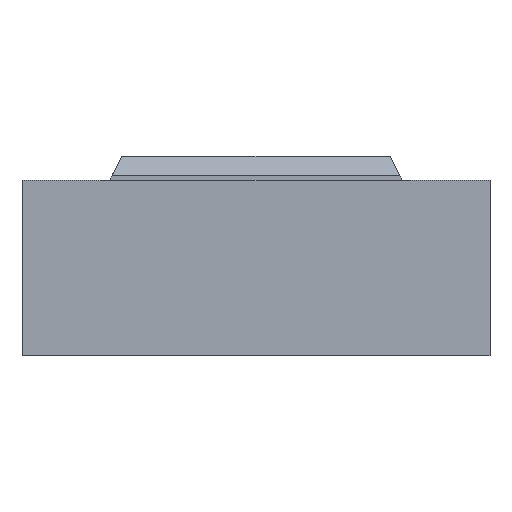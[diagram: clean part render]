
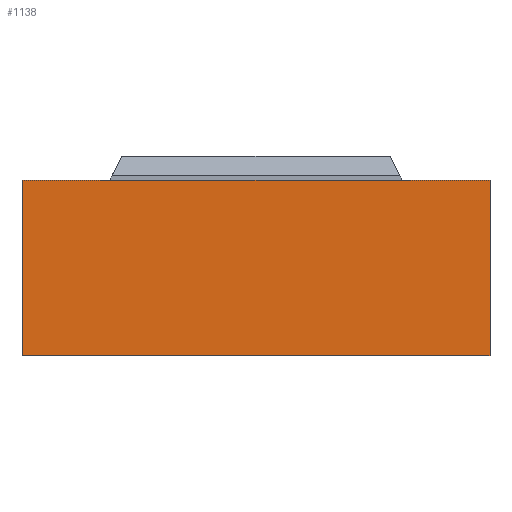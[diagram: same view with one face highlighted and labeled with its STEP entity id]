
A CAD part, front view. The second image highlights one B-rep face of the part: STEP entity #1138.
In plain terms, the highlighted planar face has unit normal (0, -1, 0).
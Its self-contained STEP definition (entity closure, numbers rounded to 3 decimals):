
#443 = VERTEX_POINT('',#444);
#444 = CARTESIAN_POINT('',(-0.2,-1.,0.02));
#450 = EDGE_CURVE('',#443,#451,#453,.T.);
#451 = VERTEX_POINT('',#452);
#452 = CARTESIAN_POINT('',(0.2,-1.,0.02));
#453 = LINE('',#454,#455);
#454 = CARTESIAN_POINT('',(-0.48,-1.,0.02));
#455 = VECTOR('',#456,1.);
#456 = DIRECTION('',(1.,0.,0.));
#1120 = VERTEX_POINT('',#1121);
#1121 = CARTESIAN_POINT('',(0.48,-1.,0.02));
#1127 = EDGE_CURVE('',#451,#1120,#1128,.T.);
#1128 = LINE('',#1129,#1130);
#1129 = CARTESIAN_POINT('',(0.2,-1.,0.02));
#1130 = VECTOR('',#1131,1.);
#1131 = DIRECTION('',(1.,0.,0.));
#1138 = ADVANCED_FACE('',(#1139),#1205,.F.);
#1139 = FACE_BOUND('',#1140,.F.);
#1140 = EDGE_LOOP('',(#1141,#1151,#1159,#1167,#1175,#1183,#1191,#1197,
    #1198,#1199));
#1141 = ORIENTED_EDGE('',*,*,#1142,.T.);
#1142 = EDGE_CURVE('',#1143,#1145,#1147,.T.);
#1143 = VERTEX_POINT('',#1144);
#1144 = CARTESIAN_POINT('',(-0.48,-1.,0.02));
#1145 = VERTEX_POINT('',#1146);
#1146 = CARTESIAN_POINT('',(-0.48,-1.,0.38));
#1147 = LINE('',#1148,#1149);
#1148 = CARTESIAN_POINT('',(-0.48,-1.,0.));
#1149 = VECTOR('',#1150,1.);
#1150 = DIRECTION('',(0.,0.,1.));
#1151 = ORIENTED_EDGE('',*,*,#1152,.T.);
#1152 = EDGE_CURVE('',#1145,#1153,#1155,.T.);
#1153 = VERTEX_POINT('',#1154);
#1154 = CARTESIAN_POINT('',(-0.32,-1.,0.38));
#1155 = LINE('',#1156,#1157);
#1156 = CARTESIAN_POINT('',(-0.5,-1.,0.38));
#1157 = VECTOR('',#1158,1.);
#1158 = DIRECTION('',(1.,0.,0.));
#1159 = ORIENTED_EDGE('',*,*,#1160,.T.);
#1160 = EDGE_CURVE('',#1153,#1161,#1163,.T.);
#1161 = VERTEX_POINT('',#1162);
#1162 = CARTESIAN_POINT('',(-0.3,-1.,0.38));
#1163 = LINE('',#1164,#1165);
#1164 = CARTESIAN_POINT('',(-0.48,-1.,0.38));
#1165 = VECTOR('',#1166,1.);
#1166 = DIRECTION('',(1.,0.,0.));
#1167 = ORIENTED_EDGE('',*,*,#1168,.T.);
#1168 = EDGE_CURVE('',#1161,#1169,#1171,.T.);
#1169 = VERTEX_POINT('',#1170);
#1170 = CARTESIAN_POINT('',(0.3,-1.,0.38));
#1171 = LINE('',#1172,#1173);
#1172 = CARTESIAN_POINT('',(-0.48,-1.,0.38));
#1173 = VECTOR('',#1174,1.);
#1174 = DIRECTION('',(1.,0.,0.));
#1175 = ORIENTED_EDGE('',*,*,#1176,.T.);
#1176 = EDGE_CURVE('',#1169,#1177,#1179,.T.);
#1177 = VERTEX_POINT('',#1178);
#1178 = CARTESIAN_POINT('',(0.32,-1.,0.38));
#1179 = LINE('',#1180,#1181);
#1180 = CARTESIAN_POINT('',(-0.48,-1.,0.38));
#1181 = VECTOR('',#1182,1.);
#1182 = DIRECTION('',(1.,0.,0.));
#1183 = ORIENTED_EDGE('',*,*,#1184,.T.);
#1184 = EDGE_CURVE('',#1177,#1185,#1187,.T.);
#1185 = VERTEX_POINT('',#1186);
#1186 = CARTESIAN_POINT('',(0.48,-1.,0.38));
#1187 = LINE('',#1188,#1189);
#1188 = CARTESIAN_POINT('',(0.32,-1.,0.38));
#1189 = VECTOR('',#1190,1.);
#1190 = DIRECTION('',(1.,0.,0.));
#1191 = ORIENTED_EDGE('',*,*,#1192,.F.);
#1192 = EDGE_CURVE('',#1120,#1185,#1193,.T.);
#1193 = LINE('',#1194,#1195);
#1194 = CARTESIAN_POINT('',(0.48,-1.,0.));
#1195 = VECTOR('',#1196,1.);
#1196 = DIRECTION('',(0.,0.,1.));
#1197 = ORIENTED_EDGE('',*,*,#1127,.F.);
#1198 = ORIENTED_EDGE('',*,*,#450,.F.);
#1199 = ORIENTED_EDGE('',*,*,#1200,.F.);
#1200 = EDGE_CURVE('',#1143,#443,#1201,.T.);
#1201 = LINE('',#1202,#1203);
#1202 = CARTESIAN_POINT('',(-0.5,-1.,0.02));
#1203 = VECTOR('',#1204,1.);
#1204 = DIRECTION('',(1.,0.,0.));
#1205 = PLANE('',#1206);
#1206 = AXIS2_PLACEMENT_3D('',#1207,#1208,#1209);
#1207 = CARTESIAN_POINT('',(-0.48,-1.,0.02));
#1208 = DIRECTION('',(0.,1.,0.));
#1209 = DIRECTION('',(1.,0.,0.));
